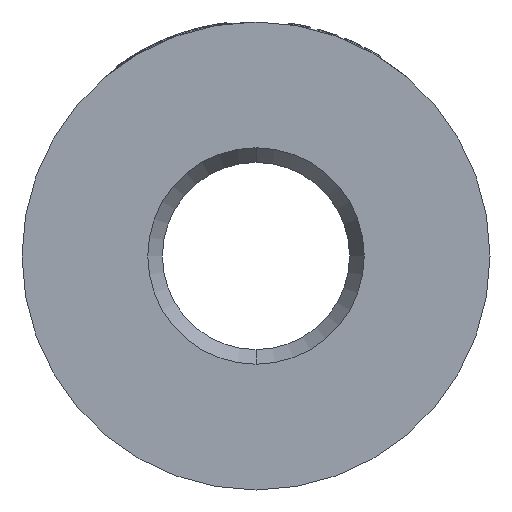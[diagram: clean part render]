
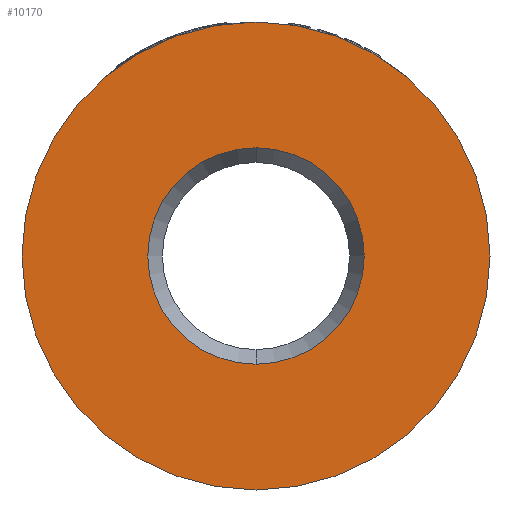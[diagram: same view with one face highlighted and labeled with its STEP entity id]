
A CAD part, front view. The second image highlights one B-rep face of the part: STEP entity #10170.
In plain terms, the highlighted planar face has unit normal (0, -1, 0).
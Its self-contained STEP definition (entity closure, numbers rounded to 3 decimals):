
#705 = EDGE_CURVE ( 'NONE', #9461, #9355, #9841, .T. ) ;
#882 = ORIENTED_EDGE ( 'NONE', *, *, #5561, .T. ) ;
#953 = ORIENTED_EDGE ( 'NONE', *, *, #18203, .T. ) ;
#1041 = ORIENTED_EDGE ( 'NONE', *, *, #5511, .F. ) ;
#1632 = CARTESIAN_POINT ( 'NONE',  ( 0., 0., 0. ) ) ;
#1633 = DIRECTION ( 'NONE',  ( 0., -1., 0. ) ) ;
#1634 = DIRECTION ( 'NONE',  ( 0., 0., -1. ) ) ;
#2327 = CARTESIAN_POINT ( 'NONE',  ( 0., 0., 0. ) ) ;
#2328 = DIRECTION ( 'NONE',  ( 0., -1., 0. ) ) ;
#2329 = DIRECTION ( 'NONE',  ( 0., 0., -1. ) ) ;
#5511 = EDGE_CURVE ( 'NONE', #9355, #9461, #9943, .T. ) ;
#5561 = EDGE_CURVE ( 'NONE', #9547, #9414, #9869, .T. ) ;
#5612 = AXIS2_PLACEMENT_3D ( 'NONE', #22699, #22690, #22724 ) ;
#5708 = AXIS2_PLACEMENT_3D ( 'NONE', #1632, #1633, #1634 ) ;
#5740 = AXIS2_PLACEMENT_3D ( 'NONE', #2327, #2328, #2329 ) ;
#6000 = AXIS2_PLACEMENT_3D ( 'NONE', #21958, #21962, #21963 ) ;
#6193 = EDGE_LOOP ( 'NONE', ( #9797, #1041 ) ) ;
#6334 = EDGE_LOOP ( 'NONE', ( #882, #953 ) ) ;
#9355 = VERTEX_POINT ( 'NONE', #17163 ) ;
#9414 = VERTEX_POINT ( 'NONE', #17202 ) ;
#9461 = VERTEX_POINT ( 'NONE', #17242 ) ;
#9547 = VERTEX_POINT ( 'NONE', #17285 ) ;
#9797 = ORIENTED_EDGE ( 'NONE', *, *, #705, .F. ) ;
#9841 = CIRCLE ( 'NONE', #5612, 18.5 ) ;
#9869 = CIRCLE ( 'NONE', #5740, 40. ) ;
#9943 = CIRCLE ( 'NONE', #5708, 18.5 ) ;
#10170 = ADVANCED_FACE ( 'NONE', ( #20622, #20813 ), #21960, .F. ) ;
#12526 = CIRCLE ( 'NONE', #16473, 40. ) ;
#16473 = AXIS2_PLACEMENT_3D ( 'NONE', #20548, #20549, #20550 ) ;
#17163 = CARTESIAN_POINT ( 'NONE',  ( 0., 0., 18.5 ) ) ;
#17202 = CARTESIAN_POINT ( 'NONE',  ( 0., 0., 40. ) ) ;
#17242 = CARTESIAN_POINT ( 'NONE',  ( 0., 0., -18.5 ) ) ;
#17285 = CARTESIAN_POINT ( 'NONE',  ( 0., 0., -40. ) ) ;
#18203 = EDGE_CURVE ( 'NONE', #9414, #9547, #12526, .T. ) ;
#20548 = CARTESIAN_POINT ( 'NONE',  ( 0., 0., 0. ) ) ;
#20549 = DIRECTION ( 'NONE',  ( 0., -1., 0. ) ) ;
#20550 = DIRECTION ( 'NONE',  ( 0., 0., -1. ) ) ;
#20622 = FACE_BOUND ( 'NONE', #6193, .T. ) ;
#20813 = FACE_OUTER_BOUND ( 'NONE', #6334, .T. ) ;
#21958 = CARTESIAN_POINT ( 'NONE',  ( -18.5, 0., 0. ) ) ;
#21960 = PLANE ( 'NONE',  #6000 ) ;
#21962 = DIRECTION ( 'NONE',  ( 0., 1., 0. ) ) ;
#21963 = DIRECTION ( 'NONE',  ( 0., 0., 1. ) ) ;
#22690 = DIRECTION ( 'NONE',  ( 0., -1., 0. ) ) ;
#22699 = CARTESIAN_POINT ( 'NONE',  ( 0., 0., 0. ) ) ;
#22724 = DIRECTION ( 'NONE',  ( 0., 0., -1. ) ) ;
